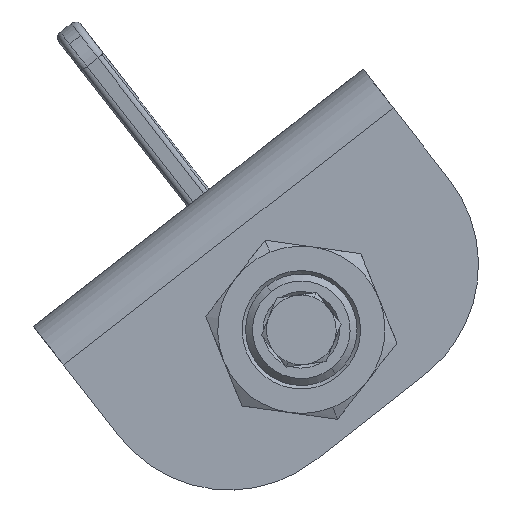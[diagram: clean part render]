
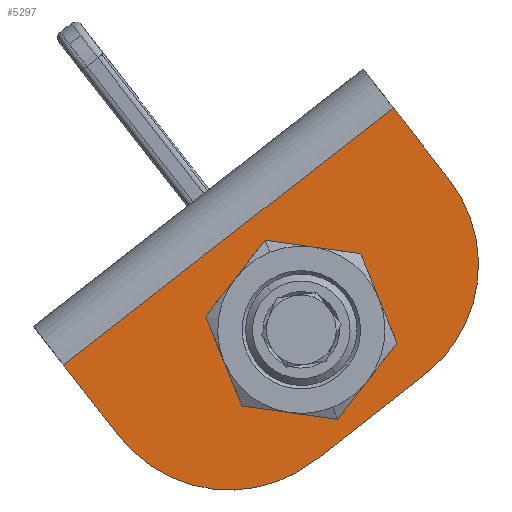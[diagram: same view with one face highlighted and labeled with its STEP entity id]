
A CAD part, left-side view. The second image highlights one B-rep face of the part: STEP entity #5297.
In plain terms, the highlighted planar face has unit normal (-1, 0, 0).
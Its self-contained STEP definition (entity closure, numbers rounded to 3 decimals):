
#1796=CARTESIAN_POINT('',(-32.361,-12.386,3.507));
#1797=VERTEX_POINT('',#1796);
#1806=CARTESIAN_POINT('',(-32.361,-4.84,-9.812));
#1807=VERTEX_POINT('',#1806);
#1808=CARTESIAN_POINT('',(-32.361,7.464,5.956));
#1809=DIRECTION('',(1.,0.,0.));
#1810=DIRECTION('',(0.,-0.992,-0.122));
#1811=AXIS2_PLACEMENT_3D('',#1808,#1809,#1810);
#1812=CIRCLE('',#1811,20.);
#1813=EDGE_CURVE('',#1797,#1807,#1812,.T.);
#1838=CARTESIAN_POINT('',(-32.361,25.68,-26.198));
#1839=VERTEX_POINT('',#1838);
#1848=CARTESIAN_POINT('',(-32.361,38.998,-18.653));
#1849=VERTEX_POINT('',#1848);
#1850=CARTESIAN_POINT('',(-32.361,23.231,-6.349));
#1851=DIRECTION('',(1.,0.,0.));
#1852=DIRECTION('',(0.,0.122,-0.992));
#1853=AXIS2_PLACEMENT_3D('',#1850,#1851,#1852);
#1854=CIRCLE('',#1853,20.);
#1855=EDGE_CURVE('',#1839,#1849,#1854,.T.);
#3678=CARTESIAN_POINT('',(-32.361,8.385,-14.474));
#3679=VERTEX_POINT('',#3678);
#3686=CARTESIAN_POINT('',(-32.361,14.55,-15.234));
#3687=VERTEX_POINT('',#3686);
#3701=CARTESIAN_POINT('',(-32.361,12.887,-3.35));
#3702=DIRECTION('',(1.,0.,0.));
#3703=DIRECTION('',(0.,-0.375,-0.927));
#3704=AXIS2_PLACEMENT_3D('',#3701,#3702,#3703);
#3705=CIRCLE('',#3704,12.);
#3706=EDGE_CURVE('',#3679,#3687,#3705,.T.);
#3716=CARTESIAN_POINT('',(-32.361,17.388,7.774));
#3717=VERTEX_POINT('',#3716);
#3726=CARTESIAN_POINT('',(-32.361,22.347,4.033));
#3727=VERTEX_POINT('',#3726);
#3728=CARTESIAN_POINT('',(-32.361,12.887,-3.35));
#3729=DIRECTION('',(1.,0.,0.));
#3730=DIRECTION('',(0.,-0.375,-0.927));
#3731=AXIS2_PLACEMENT_3D('',#3728,#3729,#3730);
#3732=CIRCLE('',#3731,12.);
#3733=EDGE_CURVE('',#3727,#3717,#3732,.T.);
#4691=CARTESIAN_POINT('',(-32.361,1.763,1.152));
#4692=VERTEX_POINT('',#4691);
#4708=CARTESIAN_POINT('',(-32.361,11.223,8.534));
#4709=VERTEX_POINT('',#4708);
#4710=CARTESIAN_POINT('',(-32.361,12.887,-3.35));
#4711=DIRECTION('',(1.,0.,0.));
#4712=DIRECTION('',(0.,-0.375,-0.927));
#4713=AXIS2_PLACEMENT_3D('',#4710,#4711,#4712);
#4714=CIRCLE('',#4713,12.);
#4715=EDGE_CURVE('',#4709,#4692,#4714,.T.);
#4752=CARTESIAN_POINT('',(-32.361,12.887,-3.35));
#4753=DIRECTION('',(1.,0.,0.));
#4754=DIRECTION('',(0.,-0.375,-0.927));
#4755=AXIS2_PLACEMENT_3D('',#4752,#4753,#4754);
#4756=CIRCLE('',#4755,12.);
#4757=EDGE_CURVE('',#3717,#4709,#4756,.T.);
#4767=CARTESIAN_POINT('',(-32.361,3.426,-10.732));
#4768=VERTEX_POINT('',#4767);
#4784=CARTESIAN_POINT('',(-32.361,12.887,-3.35));
#4785=DIRECTION('',(1.,0.,0.));
#4786=DIRECTION('',(0.,-0.375,-0.927));
#4787=AXIS2_PLACEMENT_3D('',#4784,#4785,#4786);
#4788=CIRCLE('',#4787,12.);
#4789=EDGE_CURVE('',#4692,#4768,#4788,.T.);
#4814=CARTESIAN_POINT('',(-32.361,24.01,-7.852));
#4815=VERTEX_POINT('',#4814);
#4842=CARTESIAN_POINT('',(-32.361,12.887,-3.35));
#4843=DIRECTION('',(1.,0.,0.));
#4844=DIRECTION('',(0.,-0.375,-0.927));
#4845=AXIS2_PLACEMENT_3D('',#4842,#4843,#4844);
#4846=CIRCLE('',#4845,12.);
#4847=EDGE_CURVE('',#4815,#3727,#4846,.T.);
#4858=CARTESIAN_POINT('',(-32.361,12.887,-3.35));
#4859=DIRECTION('',(1.,0.,0.));
#4860=DIRECTION('',(0.,-0.375,-0.927));
#4861=AXIS2_PLACEMENT_3D('',#4858,#4859,#4860);
#4862=CIRCLE('',#4861,12.);
#4863=EDGE_CURVE('',#4768,#3679,#4862,.T.);
#4914=CARTESIAN_POINT('',(-32.361,12.887,-3.35));
#4915=DIRECTION('',(1.,0.,0.));
#4916=DIRECTION('',(0.,-0.375,-0.927));
#4917=AXIS2_PLACEMENT_3D('',#4914,#4915,#4916);
#4918=CIRCLE('',#4917,12.);
#4919=EDGE_CURVE('',#3687,#4815,#4918,.T.);
#5232=CARTESIAN_POINT('',(-32.361,15.347,-0.196));
#5233=DIRECTION('',(1.0,0.0,0.0));
#5234=DIRECTION('',(0.0,-0.788,0.615));
#5235=AXIS2_PLACEMENT_3D('',#5232,#5233,#5234);
#5236=PLANE('',#5235);
#5237=CARTESIAN_POINT('',(-32.361,-8.303,18.26));
#5238=VERTEX_POINT('',#5237);
#5239=CARTESIAN_POINT('',(-32.361,7.464,5.956));
#5240=DIRECTION('',(1.,0.,0.));
#5241=DIRECTION('',(0.,-0.992,-0.122));
#5242=AXIS2_PLACEMENT_3D('',#5239,#5240,#5241);
#5243=CIRCLE('',#5242,20.);
#5244=EDGE_CURVE('',#5238,#1797,#5243,.T.);
#5245=ORIENTED_EDGE('',*,*,#5244,.F.);
#5246=CARTESIAN_POINT('',(-32.361,-0.306,28.509));
#5247=VERTEX_POINT('',#5246);
#5248=CARTESIAN_POINT('',(-32.361,-0.306,28.509));
#5249=DIRECTION('',(0.0,-0.615,-0.788));
#5250=VECTOR('',#5249,13.);
#5251=LINE('',#5248,#5250);
#5252=EDGE_CURVE('',#5247,#5238,#5251,.T.);
#5253=ORIENTED_EDGE('',*,*,#5252,.F.);
#5254=CARTESIAN_POINT('',(-32.361,46.996,-8.404));
#5255=VERTEX_POINT('',#5254);
#5256=CARTESIAN_POINT('',(-32.361,-0.306,28.509));
#5257=DIRECTION('',(0.,0.788,-0.615));
#5258=VECTOR('',#5257,60.0);
#5259=LINE('',#5256,#5258);
#5260=EDGE_CURVE('',#5247,#5255,#5259,.T.);
#5261=ORIENTED_EDGE('',*,*,#5260,.T.);
#5262=CARTESIAN_POINT('',(-32.361,38.998,-18.653));
#5263=DIRECTION('',(0.0,0.615,0.788));
#5264=VECTOR('',#5263,13.);
#5265=LINE('',#5262,#5264);
#5266=EDGE_CURVE('',#1849,#5255,#5265,.T.);
#5267=ORIENTED_EDGE('',*,*,#5266,.F.);
#5268=ORIENTED_EDGE('',*,*,#1855,.F.);
#5269=CARTESIAN_POINT('',(-32.361,10.927,-22.116));
#5270=VERTEX_POINT('',#5269);
#5271=CARTESIAN_POINT('',(-32.361,23.231,-6.349));
#5272=DIRECTION('',(1.,0.,0.));
#5273=DIRECTION('',(0.,0.122,-0.992));
#5274=AXIS2_PLACEMENT_3D('',#5271,#5272,#5273);
#5275=CIRCLE('',#5274,20.);
#5276=EDGE_CURVE('',#5270,#1839,#5275,.T.);
#5277=ORIENTED_EDGE('',*,*,#5276,.F.);
#5278=CARTESIAN_POINT('',(-32.361,-4.84,-9.812));
#5279=DIRECTION('',(0.,0.788,-0.615));
#5280=VECTOR('',#5279,20.);
#5281=LINE('',#5278,#5280);
#5282=EDGE_CURVE('',#1807,#5270,#5281,.T.);
#5283=ORIENTED_EDGE('',*,*,#5282,.F.);
#5284=ORIENTED_EDGE('',*,*,#1813,.F.);
#5285=EDGE_LOOP('',(#5245,#5253,#5261,#5267,#5268,#5277,#5283,#5284));
#5286=FACE_OUTER_BOUND('',#5285,.T.);
#5287=ORIENTED_EDGE('',*,*,#4715,.T.);
#5288=ORIENTED_EDGE('',*,*,#4789,.T.);
#5289=ORIENTED_EDGE('',*,*,#4863,.T.);
#5290=ORIENTED_EDGE('',*,*,#3706,.T.);
#5291=ORIENTED_EDGE('',*,*,#4919,.T.);
#5292=ORIENTED_EDGE('',*,*,#4847,.T.);
#5293=ORIENTED_EDGE('',*,*,#3733,.T.);
#5294=ORIENTED_EDGE('',*,*,#4757,.T.);
#5295=EDGE_LOOP('',(#5287,#5288,#5289,#5290,#5291,#5292,#5293,#5294));
#5296=FACE_BOUND('',#5295,.T.);
#5297=ADVANCED_FACE('',(#5286,#5296),#5236,.F.);
